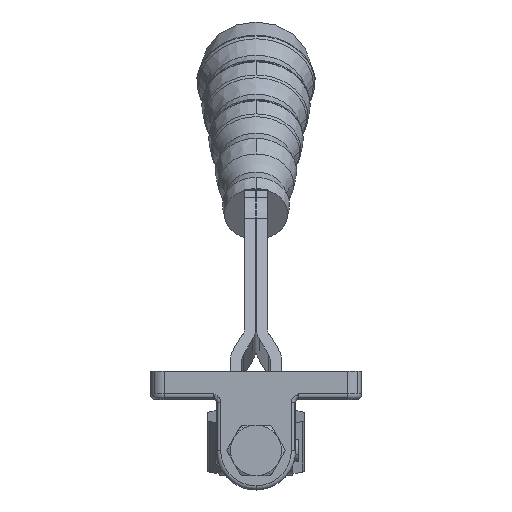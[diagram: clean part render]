
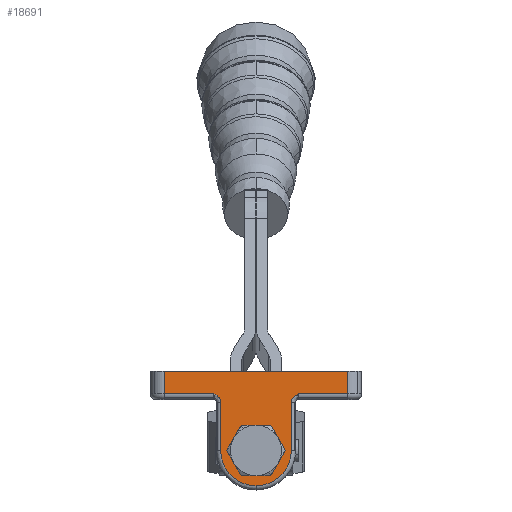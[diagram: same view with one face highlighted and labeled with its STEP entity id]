
A CAD part, left-side view. The second image highlights one B-rep face of the part: STEP entity #18691.
In plain terms, the highlighted planar face has unit normal (-1, 0, 0).
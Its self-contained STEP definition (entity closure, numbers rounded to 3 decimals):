
#1513=CARTESIAN_POINT('',(1.611,35.843,-18.));
#1514=VERTEX_POINT('',#1513);
#1523=CARTESIAN_POINT('',(1.611,17.843,-18.));
#1524=VERTEX_POINT('',#1523);
#1525=CARTESIAN_POINT('',(1.611,26.843,-18.0));
#1526=DIRECTION('',(1.0,0.0,0.0));
#1527=DIRECTION('',(0.0,0.0,1.0));
#1528=AXIS2_PLACEMENT_3D('',#1525,#1526,#1527);
#1529=CIRCLE('',#1528,9.0);
#1530=EDGE_CURVE('',#1524,#1514,#1529,.T.);
#5884=CARTESIAN_POINT('',(1.611,39.343,-18.0));
#5885=VERTEX_POINT('',#5884);
#5893=CARTESIAN_POINT('',(1.611,39.343,-0.958));
#5894=VERTEX_POINT('',#5893);
#5895=CARTESIAN_POINT('',(1.611,39.343,-18.0));
#5896=DIRECTION('',(0.0,0.0,1.0));
#5897=VECTOR('',#5896,17.042);
#5898=LINE('',#5895,#5897);
#5899=EDGE_CURVE('',#5885,#5894,#5898,.T.);
#5916=CARTESIAN_POINT('',(1.611,26.843,-30.5));
#5917=VERTEX_POINT('',#5916);
#5927=CARTESIAN_POINT('',(1.611,26.843,-18.0));
#5928=DIRECTION('',(1.0,0.0,0.0));
#5929=DIRECTION('',(0.0,0.0,-1.0));
#5930=AXIS2_PLACEMENT_3D('',#5927,#5928,#5929);
#5931=CIRCLE('',#5930,12.5);
#5932=EDGE_CURVE('',#5917,#5885,#5931,.T.);
#5978=CARTESIAN_POINT('',(1.611,14.343,-0.958));
#5979=VERTEX_POINT('',#5978);
#5987=CARTESIAN_POINT('',(1.611,14.343,-18.0));
#5988=VERTEX_POINT('',#5987);
#5989=CARTESIAN_POINT('',(1.611,14.343,-0.958));
#5990=DIRECTION('',(0.0,0.0,-1.0));
#5991=VECTOR('',#5990,17.042);
#5992=LINE('',#5989,#5991);
#5993=EDGE_CURVE('',#5979,#5988,#5992,.T.);
#6818=CARTESIAN_POINT('',(1.611,59.343,2.0));
#6819=VERTEX_POINT('',#6818);
#6827=CARTESIAN_POINT('',(1.611,59.343,10.0));
#6828=VERTEX_POINT('',#6827);
#6829=CARTESIAN_POINT('',(1.611,59.343,2.0));
#6830=DIRECTION('',(0.0,0.0,1.0));
#6831=VECTOR('',#6830,8.0);
#6832=LINE('',#6829,#6831);
#6833=EDGE_CURVE('',#6819,#6828,#6832,.T.);
#17701=CARTESIAN_POINT('',(1.611,-5.657,10.0));
#17702=VERTEX_POINT('',#17701);
#17710=CARTESIAN_POINT('',(1.611,-5.657,2.0));
#17711=VERTEX_POINT('',#17710);
#17712=CARTESIAN_POINT('',(1.611,-5.657,10.0));
#17713=DIRECTION('',(0.0,0.0,-1.0));
#17714=VECTOR('',#17713,8.0);
#17715=LINE('',#17712,#17714);
#17716=EDGE_CURVE('',#17702,#17711,#17715,.T.);
#18605=CARTESIAN_POINT('',(1.611,-10.657,0.0));
#18606=DIRECTION('',(-1.0,0.0,0.0));
#18607=DIRECTION('',(0.0,0.0,1.0));
#18608=AXIS2_PLACEMENT_3D('',#18605,#18606,#18607);
#18609=PLANE('',#18608);
#18610=CARTESIAN_POINT('',(1.611,11.843,2.0));
#18611=VERTEX_POINT('',#18610);
#18612=CARTESIAN_POINT('',(1.611,11.843,2.0));
#18613=CARTESIAN_POINT('',(1.611,12.288,1.801));
#18614=CARTESIAN_POINT('',(1.611,12.734,1.597));
#18615=CARTESIAN_POINT('',(1.611,13.483,1.044));
#18616=CARTESIAN_POINT('',(1.611,13.79,0.715));
#18617=CARTESIAN_POINT('',(1.611,14.139,0.087));
#18618=CARTESIAN_POINT('',(1.611,14.237,-0.172));
#18619=CARTESIAN_POINT('',(1.611,14.326,-0.614));
#18620=CARTESIAN_POINT('',(1.611,14.343,-0.787));
#18621=CARTESIAN_POINT('',(1.611,14.343,-0.958));
#18622=B_SPLINE_CURVE_WITH_KNOTS('',3,(#18612,#18613,#18614,#18615,#18616,#18617,#18618,#18619,#18620,#18621),.UNSPECIFIED.,.F.,.U.,(4,2,2,2,4),(-0.001,0.145,0.277,0.359,0.411),.UNSPECIFIED.);
#18623=EDGE_CURVE('',#18611,#5979,#18622,.T.);
#18624=ORIENTED_EDGE('',*,*,#18623,.F.);
#18625=CARTESIAN_POINT('',(1.611,-5.657,2.0));
#18626=DIRECTION('',(0.0,1.0,0.0));
#18627=VECTOR('',#18626,17.5);
#18628=LINE('',#18625,#18627);
#18629=EDGE_CURVE('',#17711,#18611,#18628,.T.);
#18630=ORIENTED_EDGE('',*,*,#18629,.F.);
#18631=ORIENTED_EDGE('',*,*,#17716,.F.);
#18632=CARTESIAN_POINT('',(1.611,-5.657,10.0));
#18633=DIRECTION('',(0.0,1.0,0.0));
#18634=VECTOR('',#18633,65.0);
#18635=LINE('',#18632,#18634);
#18636=EDGE_CURVE('',#17702,#6828,#18635,.T.);
#18637=ORIENTED_EDGE('',*,*,#18636,.T.);
#18638=ORIENTED_EDGE('',*,*,#6833,.F.);
#18639=CARTESIAN_POINT('',(1.611,41.843,2.0));
#18640=VERTEX_POINT('',#18639);
#18641=CARTESIAN_POINT('',(1.611,41.843,2.0));
#18642=DIRECTION('',(0.0,1.0,0.0));
#18643=VECTOR('',#18642,17.5);
#18644=LINE('',#18641,#18643);
#18645=EDGE_CURVE('',#18640,#6819,#18644,.T.);
#18646=ORIENTED_EDGE('',*,*,#18645,.F.);
#18647=CARTESIAN_POINT('',(1.611,39.343,-0.958));
#18648=CARTESIAN_POINT('',(1.611,39.343,-0.787));
#18649=CARTESIAN_POINT('',(1.611,39.361,-0.614));
#18650=CARTESIAN_POINT('',(1.611,39.45,-0.172));
#18651=CARTESIAN_POINT('',(1.611,39.547,0.087));
#18652=CARTESIAN_POINT('',(1.611,39.896,0.715));
#18653=CARTESIAN_POINT('',(1.611,40.204,1.044));
#18654=CARTESIAN_POINT('',(1.611,40.953,1.597));
#18655=CARTESIAN_POINT('',(1.611,41.399,1.801));
#18656=CARTESIAN_POINT('',(1.611,41.843,2.0));
#18657=B_SPLINE_CURVE_WITH_KNOTS('',3,(#18647,#18648,#18649,#18650,#18651,#18652,#18653,#18654,#18655,#18656),.UNSPECIFIED.,.F.,.U.,(4,2,2,2,4),(0.0,0.051,0.134,0.265,0.412),.UNSPECIFIED.);
#18658=EDGE_CURVE('',#5894,#18640,#18657,.T.);
#18659=ORIENTED_EDGE('',*,*,#18658,.F.);
#18660=ORIENTED_EDGE('',*,*,#5899,.F.);
#18661=ORIENTED_EDGE('',*,*,#5932,.F.);
#18662=CARTESIAN_POINT('',(1.611,26.843,-18.0));
#18663=DIRECTION('',(1.0,0.0,0.0));
#18664=DIRECTION('',(0.0,0.0,-1.0));
#18665=AXIS2_PLACEMENT_3D('',#18662,#18663,#18664);
#18666=CIRCLE('',#18665,12.5);
#18667=EDGE_CURVE('',#5988,#5917,#18666,.T.);
#18668=ORIENTED_EDGE('',*,*,#18667,.F.);
#18669=ORIENTED_EDGE('',*,*,#5993,.F.);
#18670=EDGE_LOOP('',(#18624,#18630,#18631,#18637,#18638,#18646,#18659,#18660,#18661,#18668,#18669));
#18671=FACE_OUTER_BOUND('',#18670,.T.);
#18672=CARTESIAN_POINT('',(1.611,26.843,-9.0));
#18673=VERTEX_POINT('',#18672);
#18674=CARTESIAN_POINT('',(1.611,26.843,-18.0));
#18675=DIRECTION('',(1.0,0.0,0.0));
#18676=DIRECTION('',(0.0,0.0,1.0));
#18677=AXIS2_PLACEMENT_3D('',#18674,#18675,#18676);
#18678=CIRCLE('',#18677,9.0);
#18679=EDGE_CURVE('',#18673,#1524,#18678,.T.);
#18680=ORIENTED_EDGE('',*,*,#18679,.T.);
#18681=ORIENTED_EDGE('',*,*,#1530,.T.);
#18682=CARTESIAN_POINT('',(1.611,26.843,-18.0));
#18683=DIRECTION('',(1.0,0.0,0.0));
#18684=DIRECTION('',(0.0,0.0,1.0));
#18685=AXIS2_PLACEMENT_3D('',#18682,#18683,#18684);
#18686=CIRCLE('',#18685,9.0);
#18687=EDGE_CURVE('',#1514,#18673,#18686,.T.);
#18688=ORIENTED_EDGE('',*,*,#18687,.T.);
#18689=EDGE_LOOP('',(#18680,#18681,#18688));
#18690=FACE_BOUND('',#18689,.T.);
#18691=ADVANCED_FACE('',(#18671,#18690),#18609,.T.);
